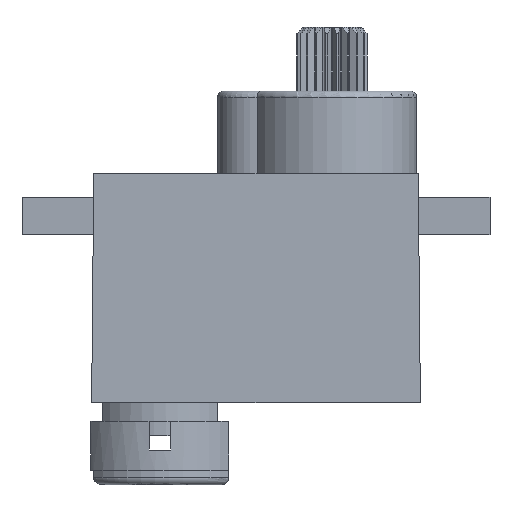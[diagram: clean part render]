
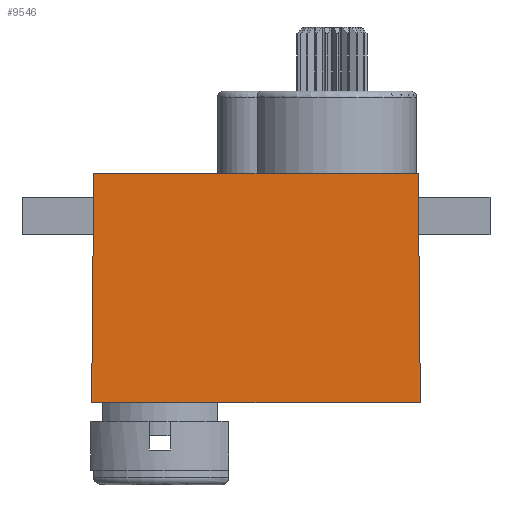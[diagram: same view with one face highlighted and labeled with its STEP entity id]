
A CAD part, left-side view. The second image highlights one B-rep face of the part: STEP entity #9546.
In plain terms, the highlighted free-form (B-spline) face has degree [1, 1] with [2, 2] control points.
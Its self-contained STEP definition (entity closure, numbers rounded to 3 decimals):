
#6910 = PLANE('',#6911);
#6911 = AXIS2_PLACEMENT_3D('',#6912,#6913,#6914);
#6912 = CARTESIAN_POINT('',(-5.3,0.,-5.7));
#6913 = DIRECTION('',(0.,0.,1.));
#6914 = DIRECTION('',(1.,0.,0.));
#7160 = EDGE_CURVE('',#7161,#7163,#7165,.T.);
#7161 = VERTEX_POINT('',#7162);
#7162 = CARTESIAN_POINT('',(-16.6,-6.,-5.7));
#7163 = VERTEX_POINT('',#7164);
#7164 = CARTESIAN_POINT('',(6.,-6.,-5.7));
#7165 = SURFACE_CURVE('',#7166,(#7170,#7177),.PCURVE_S1.);
#7166 = LINE('',#7167,#7168);
#7167 = CARTESIAN_POINT('',(-16.6,-6.,-5.7));
#7168 = VECTOR('',#7169,1.);
#7169 = DIRECTION('',(1.,0.,0.));
#7170 = PCURVE('',#6910,#7171);
#7171 = DEFINITIONAL_REPRESENTATION('',(#7172),#7176);
#7172 = LINE('',#7173,#7174);
#7173 = CARTESIAN_POINT('',(-11.3,-6.));
#7174 = VECTOR('',#7175,1.);
#7175 = DIRECTION('',(1.,0.));
#7176 = ( GEOMETRIC_REPRESENTATION_CONTEXT(2) 
PARAMETRIC_REPRESENTATION_CONTEXT() REPRESENTATION_CONTEXT('2D SPACE',''
  ) );
#7177 = PCURVE('',#7178,#7183);
#7178 = B_SPLINE_SURFACE_WITH_KNOTS('',1,1,(
    (#7179,#7180)
    ,(#7181,#7182
    )),.UNSPECIFIED.,.F.,.F.,.F.,(2,2),(2,2),(0.,22.9),(0.,1.),
  .PIECEWISE_BEZIER_KNOTS.);
#7179 = CARTESIAN_POINT('',(-16.6,-6.,-5.7));
#7180 = CARTESIAN_POINT('',(-16.75,-6.15,-21.7));
#7181 = CARTESIAN_POINT('',(6.,-6.,-5.7));
#7182 = CARTESIAN_POINT('',(6.15,-6.15,-21.7));
#7183 = DEFINITIONAL_REPRESENTATION('',(#7184),#7187);
#7184 = B_SPLINE_CURVE_WITH_KNOTS('',1,(#7185,#7186),.UNSPECIFIED.,.F.,
  .F.,(2,2),(0.,22.6),.PIECEWISE_BEZIER_KNOTS.);
#7185 = CARTESIAN_POINT('',(0.,0.));
#7186 = CARTESIAN_POINT('',(22.9,0.));
#7187 = ( GEOMETRIC_REPRESENTATION_CONTEXT(2) 
PARAMETRIC_REPRESENTATION_CONTEXT() REPRESENTATION_CONTEXT('2D SPACE',''
  ) );
#7205 = B_SPLINE_SURFACE_WITH_KNOTS('',1,1,(
    (#7206,#7207)
    ,(#7208,#7209
    )),.UNSPECIFIED.,.F.,.F.,.F.,(2,2),(2,2),(0.,12.3),(0.,1.),
  .PIECEWISE_BEZIER_KNOTS.);
#7206 = CARTESIAN_POINT('',(6.,-6.,-5.7));
#7207 = CARTESIAN_POINT('',(6.15,-6.15,-21.7));
#7208 = CARTESIAN_POINT('',(6.,6.,-5.7));
#7209 = CARTESIAN_POINT('',(6.15,6.15,-21.7));
#7257 = B_SPLINE_SURFACE_WITH_KNOTS('',1,1,(
    (#7258,#7259)
    ,(#7260,#7261
    )),.UNSPECIFIED.,.F.,.F.,.F.,(2,2),(2,2),(0.,12.3),(0.,1.),
  .PIECEWISE_BEZIER_KNOTS.);
#7258 = CARTESIAN_POINT('',(-16.6,6.,-5.7));
#7259 = CARTESIAN_POINT('',(-16.75,6.15,-21.7));
#7260 = CARTESIAN_POINT('',(-16.6,-6.,-5.7));
#7261 = CARTESIAN_POINT('',(-16.75,-6.15,-21.7));
#9546 = ADVANCED_FACE('',(#9547),#7178,.F.);
#9547 = FACE_BOUND('',#9548,.F.);
#9548 = EDGE_LOOP('',(#9549,#9550,#9572,#9600));
#9549 = ORIENTED_EDGE('',*,*,#7160,.T.);
#9550 = ORIENTED_EDGE('',*,*,#9551,.T.);
#9551 = EDGE_CURVE('',#7163,#9552,#9554,.T.);
#9552 = VERTEX_POINT('',#9553);
#9553 = CARTESIAN_POINT('',(6.15,-6.15,-21.7));
#9554 = SURFACE_CURVE('',#9555,(#9558,#9565),.PCURVE_S1.);
#9555 = B_SPLINE_CURVE_WITH_KNOTS('',1,(#9556,#9557),.UNSPECIFIED.,.F.,
  .F.,(2,2),(0.,1.),.PIECEWISE_BEZIER_KNOTS.);
#9556 = CARTESIAN_POINT('',(6.,-6.,-5.7));
#9557 = CARTESIAN_POINT('',(6.15,-6.15,-21.7));
#9558 = PCURVE('',#7178,#9559);
#9559 = DEFINITIONAL_REPRESENTATION('',(#9560),#9564);
#9560 = LINE('',#9561,#9562);
#9561 = CARTESIAN_POINT('',(22.9,0.));
#9562 = VECTOR('',#9563,1.);
#9563 = DIRECTION('',(0.,1.));
#9564 = ( GEOMETRIC_REPRESENTATION_CONTEXT(2) 
PARAMETRIC_REPRESENTATION_CONTEXT() REPRESENTATION_CONTEXT('2D SPACE',''
  ) );
#9565 = PCURVE('',#7205,#9566);
#9566 = DEFINITIONAL_REPRESENTATION('',(#9567),#9571);
#9567 = LINE('',#9568,#9569);
#9568 = CARTESIAN_POINT('',(0.,0.));
#9569 = VECTOR('',#9570,1.);
#9570 = DIRECTION('',(0.,1.));
#9571 = ( GEOMETRIC_REPRESENTATION_CONTEXT(2) 
PARAMETRIC_REPRESENTATION_CONTEXT() REPRESENTATION_CONTEXT('2D SPACE',''
  ) );
#9572 = ORIENTED_EDGE('',*,*,#9573,.F.);
#9573 = EDGE_CURVE('',#9574,#9552,#9576,.T.);
#9574 = VERTEX_POINT('',#9575);
#9575 = CARTESIAN_POINT('',(-16.75,-6.15,-21.7));
#9576 = SURFACE_CURVE('',#9577,(#9581,#9588),.PCURVE_S1.);
#9577 = LINE('',#9578,#9579);
#9578 = CARTESIAN_POINT('',(-16.75,-6.15,-21.7));
#9579 = VECTOR('',#9580,1.);
#9580 = DIRECTION('',(1.,0.,0.));
#9581 = PCURVE('',#7178,#9582);
#9582 = DEFINITIONAL_REPRESENTATION('',(#9583),#9587);
#9583 = LINE('',#9584,#9585);
#9584 = CARTESIAN_POINT('',(0.,1.));
#9585 = VECTOR('',#9586,1.);
#9586 = DIRECTION('',(1.,0.));
#9587 = ( GEOMETRIC_REPRESENTATION_CONTEXT(2) 
PARAMETRIC_REPRESENTATION_CONTEXT() REPRESENTATION_CONTEXT('2D SPACE',''
  ) );
#9588 = PCURVE('',#9589,#9594);
#9589 = PLANE('',#9590);
#9590 = AXIS2_PLACEMENT_3D('',#9591,#9592,#9593);
#9591 = CARTESIAN_POINT('',(-5.3,0.,-21.7));
#9592 = DIRECTION('',(0.,0.,1.));
#9593 = DIRECTION('',(1.,0.,0.));
#9594 = DEFINITIONAL_REPRESENTATION('',(#9595),#9599);
#9595 = LINE('',#9596,#9597);
#9596 = CARTESIAN_POINT('',(-11.45,-6.15));
#9597 = VECTOR('',#9598,1.);
#9598 = DIRECTION('',(1.,0.));
#9599 = ( GEOMETRIC_REPRESENTATION_CONTEXT(2) 
PARAMETRIC_REPRESENTATION_CONTEXT() REPRESENTATION_CONTEXT('2D SPACE',''
  ) );
#9600 = ORIENTED_EDGE('',*,*,#9601,.F.);
#9601 = EDGE_CURVE('',#7161,#9574,#9602,.T.);
#9602 = SURFACE_CURVE('',#9603,(#9606,#9613),.PCURVE_S1.);
#9603 = B_SPLINE_CURVE_WITH_KNOTS('',1,(#9604,#9605),.UNSPECIFIED.,.F.,
  .F.,(2,2),(0.,1.),.PIECEWISE_BEZIER_KNOTS.);
#9604 = CARTESIAN_POINT('',(-16.6,-6.,-5.7));
#9605 = CARTESIAN_POINT('',(-16.75,-6.15,-21.7));
#9606 = PCURVE('',#7178,#9607);
#9607 = DEFINITIONAL_REPRESENTATION('',(#9608),#9612);
#9608 = LINE('',#9609,#9610);
#9609 = CARTESIAN_POINT('',(0.,0.));
#9610 = VECTOR('',#9611,1.);
#9611 = DIRECTION('',(0.,1.));
#9612 = ( GEOMETRIC_REPRESENTATION_CONTEXT(2) 
PARAMETRIC_REPRESENTATION_CONTEXT() REPRESENTATION_CONTEXT('2D SPACE',''
  ) );
#9613 = PCURVE('',#7257,#9614);
#9614 = DEFINITIONAL_REPRESENTATION('',(#9615),#9619);
#9615 = LINE('',#9616,#9617);
#9616 = CARTESIAN_POINT('',(12.3,0.));
#9617 = VECTOR('',#9618,1.);
#9618 = DIRECTION('',(0.,1.));
#9619 = ( GEOMETRIC_REPRESENTATION_CONTEXT(2) 
PARAMETRIC_REPRESENTATION_CONTEXT() REPRESENTATION_CONTEXT('2D SPACE',''
  ) );
